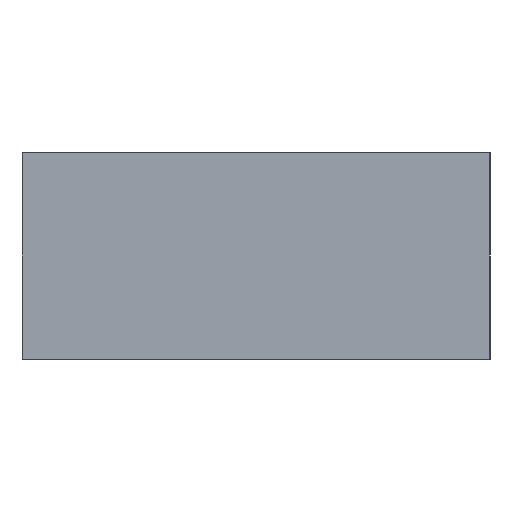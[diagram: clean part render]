
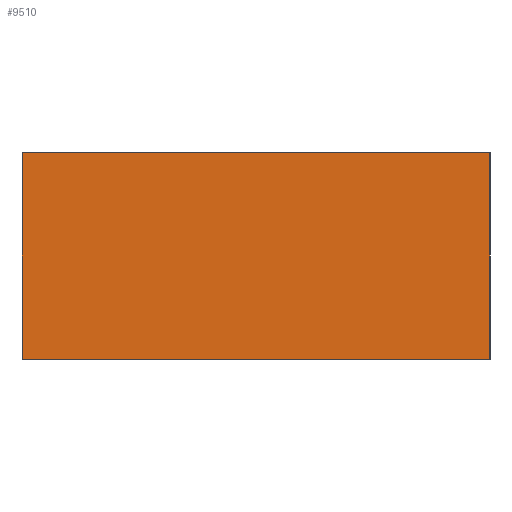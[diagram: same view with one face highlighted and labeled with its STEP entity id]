
A CAD part, left-side view. The second image highlights one B-rep face of the part: STEP entity #9510.
In plain terms, the highlighted planar face has unit normal (-1, 0, 0).
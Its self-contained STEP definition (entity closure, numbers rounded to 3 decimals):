
#400=CARTESIAN_POINT('',(63.898,0.,19.));
#410=DIRECTION('',(-0.,-1.,0.));
#420=VECTOR('',#410,1.);
#430=LINE('',#400,#420);
#440=CARTESIAN_POINT('',(63.898,-144.708,19.));
#450=VERTEX_POINT('',#440);
#460=CARTESIAN_POINT('',(63.898,-192.412,19.));
#470=VERTEX_POINT('',#460);
#480=EDGE_CURVE('',#450,#470,#430,.T.);
#9210=CARTESIAN_POINT('',(63.898,-188.862,0.));
#9220=DIRECTION('',(-1.,0.,0.));
#9230=DIRECTION('',(0.,1.,0.));
#9240=AXIS2_PLACEMENT_3D('',#9210,#9220,#9230);
#9250=PLANE('',#9240);
#9260=ORIENTED_EDGE('',*,*,#480,.F.);
#9270=CARTESIAN_POINT('',(63.898,-192.412,0.));
#9280=DIRECTION('',(-0.,0.,-1.));
#9290=VECTOR('',#9280,1.);
#9300=LINE('',#9270,#9290);
#9310=CARTESIAN_POINT('',(63.898,-192.412,-2.));
#9320=VERTEX_POINT('',#9310);
#9330=EDGE_CURVE('',#470,#9320,#9300,.T.);
#9340=ORIENTED_EDGE('',*,*,#9330,.F.);
#9350=CARTESIAN_POINT('',(63.898,0.,-2.));
#9360=DIRECTION('',(-0.,-1.,0.));
#9370=VECTOR('',#9360,1.);
#9380=LINE('',#9350,#9370);
#9390=CARTESIAN_POINT('',(63.898,-144.708,-2.));
#9400=VERTEX_POINT('',#9390);
#9410=EDGE_CURVE('',#9400,#9320,#9380,.T.);
#9420=ORIENTED_EDGE('',*,*,#9410,.T.);
#9430=CARTESIAN_POINT('',(63.898,-144.708,0.));
#9440=DIRECTION('',(0.,0.,1.));
#9450=VECTOR('',#9440,1.);
#9460=LINE('',#9430,#9450);
#9470=EDGE_CURVE('',#9400,#450,#9460,.T.);
#9480=ORIENTED_EDGE('',*,*,#9470,.F.);
#9490=EDGE_LOOP('',(#9480,#9420,#9340,#9260));
#9500=FACE_OUTER_BOUND('',#9490,.T.);
#9510=ADVANCED_FACE('',(#9500),#9250,.T.);
